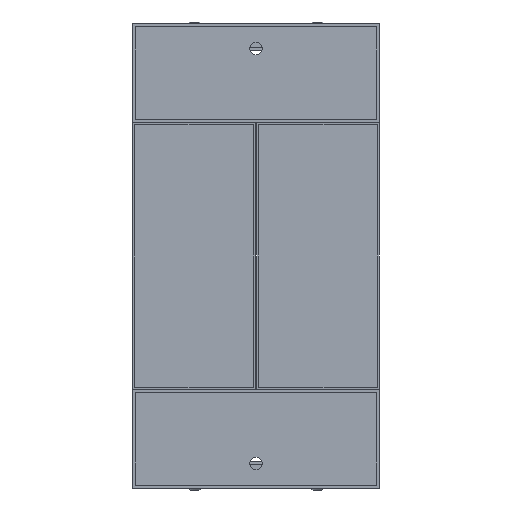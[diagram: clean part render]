
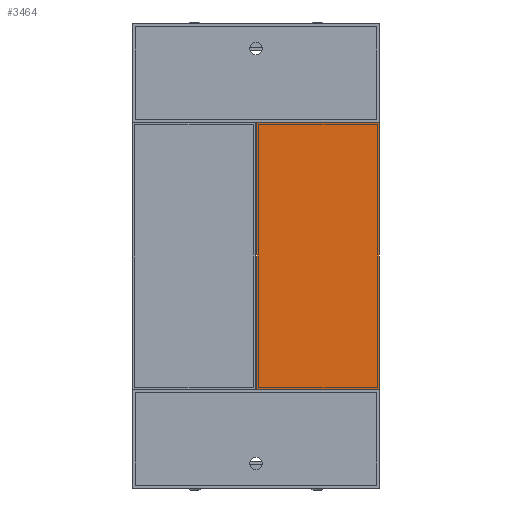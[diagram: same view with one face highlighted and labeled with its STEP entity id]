
A CAD part, left-side view. The second image highlights one B-rep face of the part: STEP entity #3464.
In plain terms, the highlighted face is planar.
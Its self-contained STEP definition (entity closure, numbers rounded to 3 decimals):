
#408 = DIRECTION ( 'NONE',  ( 1., 0., 0. ) ) ;
#458 = CARTESIAN_POINT ( 'NONE',  ( -107.5, 49.5, -0.75 ) ) ;
#831 = VECTOR ( 'NONE', #5669, 1000. ) ;
#864 = VERTEX_POINT ( 'NONE', #1229 ) ;
#924 = LINE ( 'NONE', #5647, #831 ) ;
#1015 = EDGE_CURVE ( 'NONE', #864, #6475, #1243, .T. ) ;
#1229 = CARTESIAN_POINT ( 'NONE',  ( -107.5, -49.5, -0.75 ) ) ;
#1243 = LINE ( 'NONE', #5836, #1358 ) ;
#1358 = VECTOR ( 'NONE', #5825, 1000. ) ;
#1949 = VERTEX_POINT ( 'NONE', #6187 ) ;
#2019 = EDGE_CURVE ( 'NONE', #864, #3964, #924, .T. ) ;
#2166 = DIRECTION ( 'NONE',  ( 0., 1., 0. ) ) ;
#2172 = CARTESIAN_POINT ( 'NONE',  ( -107.5, 49.5, -0.75 ) ) ;
#2207 = CARTESIAN_POINT ( 'NONE',  ( 107.5, -49.5, -0.75 ) ) ;
#2431 = EDGE_CURVE ( 'NONE', #3964, #1949, #6833, .T. ) ;
#2673 = EDGE_CURVE ( 'NONE', #6475, #1949, #6399, .T. ) ;
#2996 = AXIS2_PLACEMENT_3D ( 'NONE', #4154, #4100, #4063 ) ;
#3034 = ORIENTED_EDGE ( 'NONE', *, *, #1015, .T. ) ;
#3084 = ORIENTED_EDGE ( 'NONE', *, *, #2673, .T. ) ;
#3217 = ORIENTED_EDGE ( 'NONE', *, *, #2019, .F. ) ;
#3464 = ADVANCED_FACE ( 'NONE', ( #4714 ), #4123, .T. ) ;
#3964 = VERTEX_POINT ( 'NONE', #7039 ) ;
#4063 = DIRECTION ( 'NONE',  ( -1., 0., 0. ) ) ;
#4100 = DIRECTION ( 'NONE',  ( 0., 0., -1. ) ) ;
#4123 = PLANE ( 'NONE',  #2996 ) ;
#4154 = CARTESIAN_POINT ( 'NONE',  ( 0., 0., -0.75 ) ) ;
#4714 = FACE_OUTER_BOUND ( 'NONE', #5367, .T. ) ;
#5367 = EDGE_LOOP ( 'NONE', ( #3034, #3084, #6279, #3217 ) ) ;
#5647 = CARTESIAN_POINT ( 'NONE',  ( -107.5, -49.5, -0.75 ) ) ;
#5669 = DIRECTION ( 'NONE',  ( 1., 0., 0. ) ) ;
#5825 = DIRECTION ( 'NONE',  ( 0., 1., 0. ) ) ;
#5836 = CARTESIAN_POINT ( 'NONE',  ( -107.5, -49.5, -0.75 ) ) ;
#6187 = CARTESIAN_POINT ( 'NONE',  ( 107.5, 49.5, -0.75 ) ) ;
#6279 = ORIENTED_EDGE ( 'NONE', *, *, #2431, .F. ) ;
#6393 = VECTOR ( 'NONE', #408, 1000. ) ;
#6399 = LINE ( 'NONE', #458, #6393 ) ;
#6475 = VERTEX_POINT ( 'NONE', #2172 ) ;
#6833 = LINE ( 'NONE', #2207, #6842 ) ;
#6842 = VECTOR ( 'NONE', #2166, 1000. ) ;
#7039 = CARTESIAN_POINT ( 'NONE',  ( 107.5, -49.5, -0.75 ) ) ;
